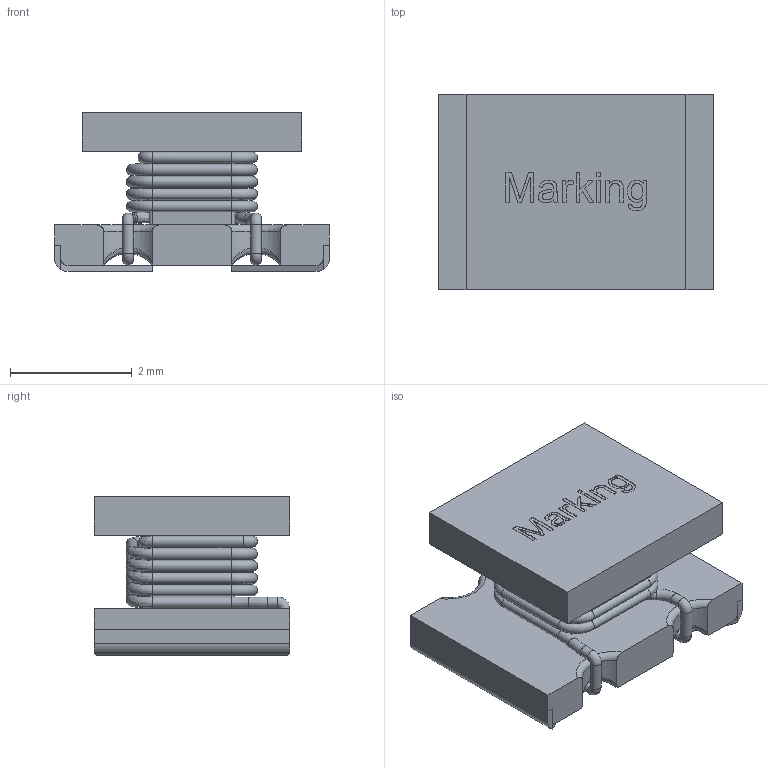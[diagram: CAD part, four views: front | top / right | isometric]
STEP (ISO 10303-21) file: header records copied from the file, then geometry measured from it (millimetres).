
FILE_DESCRIPTION(('FreeCAD Model'),'2;1');
FILE_NAME( 'WE_LQ_1812.step', '2017-07-28T14:18:42',('kicad StepUp'),('ksu MCAD'), 'Open CASCADE STEP processor 7.1','FreeCAD','Unknown');
FILE_SCHEMA(('AUTOMOTIVE_DESIGN_CC2 { 1 2 10303 214 -1 1 5 4 }'));
Length unit declared in the file: millimetre
Products named in the file (2): WQ_LQ_1812; WQ_LQ_1813
Bounding box: 4.5 x 3.2 x 2.6 mm (x, y, z)
Volume: 20.8 mm3; surface area: 120.9 mm2
Topology: 2 solids, 2 shells, 229 faces, 546 edges, 331 vertices
Faces by surface type: plane 98, cylinder 61, torus 30, bspline 24, extrusion 16
Full cylindrical faces by diameter (mm): 0.18 x45
Entity records: 13491 total; most frequent: CARTESIAN_POINT 7058, ORIENTED_EDGE 1096, DIRECTION 836, EDGE_CURVE 546, VERTEX_POINT 331, AXIS2_PLACEMENT_3D 324, B_SPLINE_CURVE_WITH_KNOTS 256, FACE_BOUND 241
